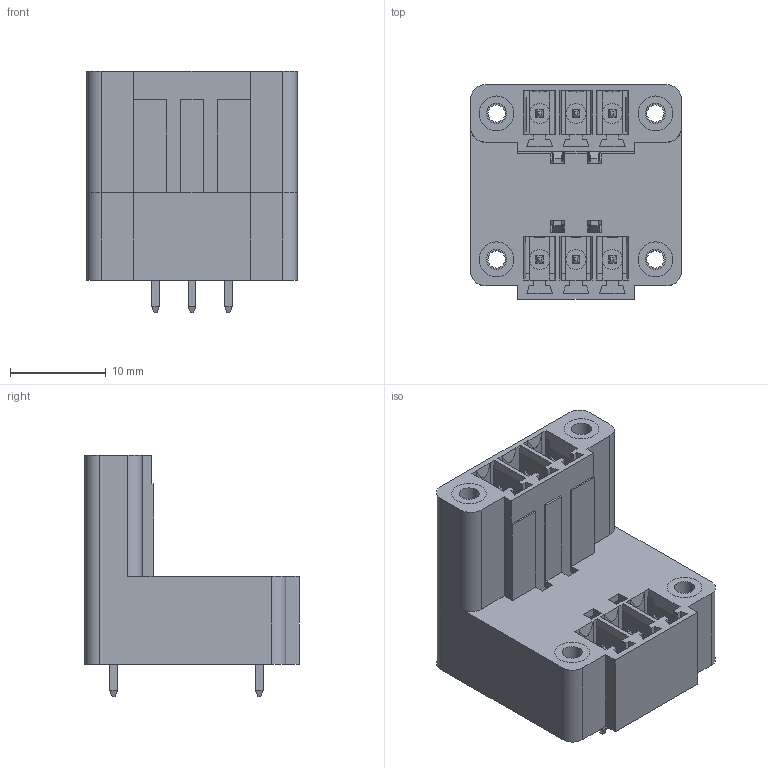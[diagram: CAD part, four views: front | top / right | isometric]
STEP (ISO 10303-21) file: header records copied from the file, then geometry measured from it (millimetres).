
FILE_DESCRIPTION( ( 'Unknown' ), '1' );
FILE_NAME( '691357300006B.stp', 'Unknown', ( 'Unknown' ), ( 'Unknown' ), 'PSStep 19.0.9', 'Unknown', ' ' );
FILE_SCHEMA( ( 'AUTOMOTIVE_DESIGN { 1 0 10303 214 1 1 1 1 }' ) );
Length unit declared in the file: millimetre
Products named in the file (6): Assem1; 6913573000xxB_PIN; 6913573000xxB_PIN LONGUE; 6913573000xxB_INSERT; 691357300006B; 691357300006B_CAPOT
Assembly tree (12 placements, depth 2):
  Assem1
    6913573000xxB_PIN  x3
    6913573000xxB_PIN LONGUE  x3
    6913573000xxB_INSERT  x4
    691357300006B
    691357300006B_CAPOT
Bounding box: 22.02 x 22.4 x 25.3 mm (x, y, z)
Volume: 3255.3 mm3; surface area: 6839.7 mm2
Topology: 12 solids, 12 shells, 490 faces, 1277 edges, 821 vertices
Faces by surface type: plane 454, cylinder 36
Full cylindrical faces by diameter (mm): 1.8 x4, 2.1 x10, 3.65 x10
Entity records: 16470 total; most frequent: CARTESIAN_POINT 2295, ORIENTED_EDGE 2244, DIRECTION 2058, EDGE_CURVE 1122, LINE 1056, VECTOR 1056, VERTEX_POINT 738, AXIS2_PLACEMENT_3D 501
